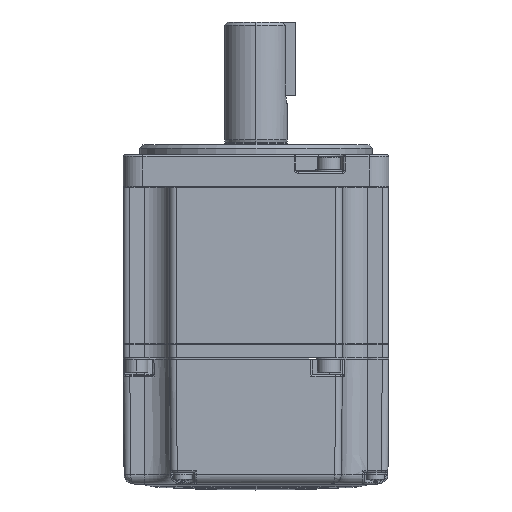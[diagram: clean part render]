
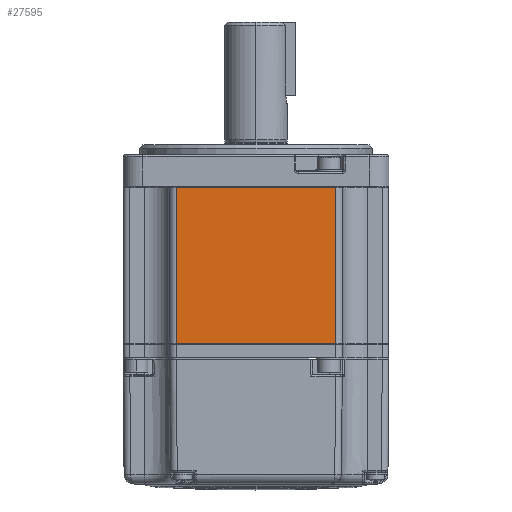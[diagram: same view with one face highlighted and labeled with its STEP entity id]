
A CAD part, front view. The second image highlights one B-rep face of the part: STEP entity #27595.
In plain terms, the highlighted planar face has unit normal (0, -1, 0).
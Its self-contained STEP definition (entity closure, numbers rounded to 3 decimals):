
#2639 = AXIS2_PLACEMENT_3D ( 'NONE', #45406, #45414, #45415 ) ;
#9381 = LINE ( 'NONE', #10419, #9384 ) ;
#9383 = LINE ( 'NONE', #10421, #9386 ) ;
#9384 = VECTOR ( 'NONE', #10420, 1000. ) ;
#9386 = VECTOR ( 'NONE', #10422, 1000. ) ;
#10419 = CARTESIAN_POINT ( 'NONE',  ( -24., -40., 49.5 ) ) ;
#10420 = DIRECTION ( 'NONE',  ( 0., 0., -1. ) ) ;
#10421 = CARTESIAN_POINT ( 'NONE',  ( 24., -40., 49.5 ) ) ;
#10422 = DIRECTION ( 'NONE',  ( 0., 0., 1. ) ) ;
#23397 = VERTEX_POINT ( 'NONE', #35554 ) ;
#23405 = VERTEX_POINT ( 'NONE', #35562 ) ;
#23432 = VERTEX_POINT ( 'NONE', #35589 ) ;
#23434 = VERTEX_POINT ( 'NONE', #35591 ) ;
#26877 = EDGE_CURVE ( 'NONE', #23397, #23405, #43713, .T. ) ;
#26913 = EDGE_CURVE ( 'NONE', #23434, #23432, #43777, .T. ) ;
#27595 = ADVANCED_FACE ( 'NONE', ( #43934 ), #45411, .F. ) ;
#28609 = EDGE_LOOP ( 'NONE', ( #29283, #29284, #29285, #29286 ) ) ;
#29283 = ORIENTED_EDGE ( 'NONE', *, *, #29690, .T. ) ;
#29284 = ORIENTED_EDGE ( 'NONE', *, *, #26913, .T. ) ;
#29285 = ORIENTED_EDGE ( 'NONE', *, *, #29691, .T. ) ;
#29286 = ORIENTED_EDGE ( 'NONE', *, *, #26877, .T. ) ;
#29690 = EDGE_CURVE ( 'NONE', #23405, #23434, #9381, .T. ) ;
#29691 = EDGE_CURVE ( 'NONE', #23432, #23397, #9383, .T. ) ;
#35554 = CARTESIAN_POINT ( 'NONE',  ( 24., -40., 48.3 ) ) ;
#35562 = CARTESIAN_POINT ( 'NONE',  ( -24., -40., 48.3 ) ) ;
#35589 = CARTESIAN_POINT ( 'NONE',  ( 24., -40., 1.2 ) ) ;
#35591 = CARTESIAN_POINT ( 'NONE',  ( -24., -40., 1.2 ) ) ;
#43713 = LINE ( 'NONE', #44855, #43720 ) ;
#43720 = VECTOR ( 'NONE', #44864, 1000. ) ;
#43777 = LINE ( 'NONE', #44948, #43780 ) ;
#43780 = VECTOR ( 'NONE', #44949, 1000. ) ;
#43934 = FACE_OUTER_BOUND ( 'NONE', #28609, .T. ) ;
#44855 = CARTESIAN_POINT ( 'NONE',  ( -24., -40., 48.3 ) ) ;
#44864 = DIRECTION ( 'NONE',  ( -1., 0., 0. ) ) ;
#44948 = CARTESIAN_POINT ( 'NONE',  ( 24., -40., 1.2 ) ) ;
#44949 = DIRECTION ( 'NONE',  ( 1., 0., 0. ) ) ;
#45406 = CARTESIAN_POINT ( 'NONE',  ( 0., -40., 49.5 ) ) ;
#45411 = PLANE ( 'NONE',  #2639 ) ;
#45414 = DIRECTION ( 'NONE',  ( 0., 1., 0. ) ) ;
#45415 = DIRECTION ( 'NONE',  ( -1., 0., 0. ) ) ;
